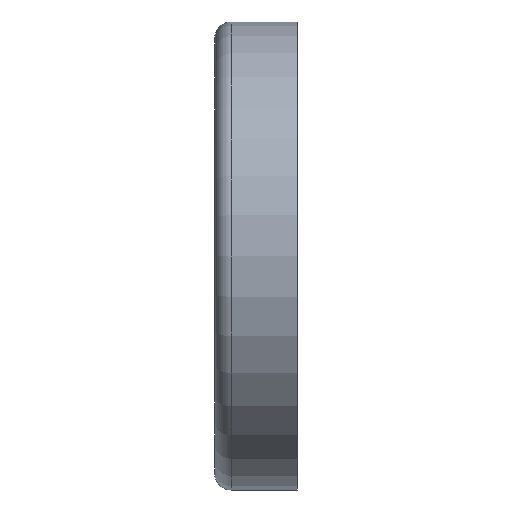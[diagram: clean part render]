
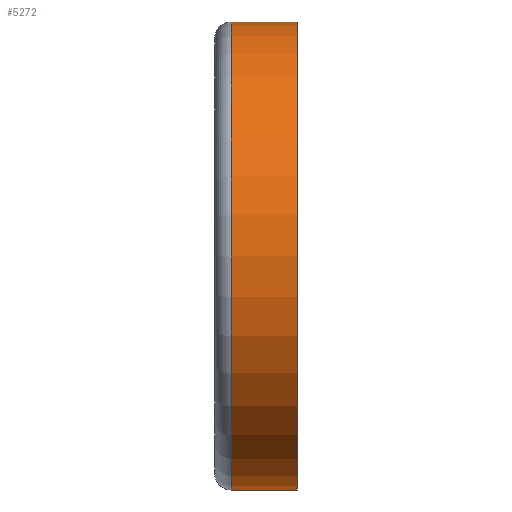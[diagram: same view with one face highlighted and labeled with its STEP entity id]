
A CAD part, left-side view. The second image highlights one B-rep face of the part: STEP entity #5272.
In plain terms, the highlighted cylindrical face has radius 42.5 mm (diameter 85 mm), a partial arc.
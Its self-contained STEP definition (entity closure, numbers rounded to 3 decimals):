
#66 = DIRECTION ( 'NONE',  ( 0., -1., 0. ) ) ;
#205 = VERTEX_POINT ( 'NONE', #3479 ) ;
#678 = AXIS2_PLACEMENT_3D ( 'NONE', #8858, #11529, #10195 ) ;
#1390 = VECTOR ( 'NONE', #5826, 1000. ) ;
#2087 = CARTESIAN_POINT ( 'NONE',  ( 0., 12., -42.5 ) ) ;
#2303 = CARTESIAN_POINT ( 'NONE',  ( 0., 0., 42.5 ) ) ;
#2650 = FACE_OUTER_BOUND ( 'NONE', #8637, .T. ) ;
#2709 = CARTESIAN_POINT ( 'NONE',  ( 0., 0., -42.5 ) ) ;
#2741 = ORIENTED_EDGE ( 'NONE', *, *, #2875, .T. ) ;
#2875 = EDGE_CURVE ( 'NONE', #10013, #13659, #15468, .T. ) ;
#3047 = CIRCLE ( 'NONE', #13960, 42.5 ) ;
#3185 = VERTEX_POINT ( 'NONE', #2303 ) ;
#3195 = DIRECTION ( 'NONE',  ( 0., 0., -1. ) ) ;
#3319 = CARTESIAN_POINT ( 'NONE',  ( 0., 0., 0. ) ) ;
#3479 = CARTESIAN_POINT ( 'NONE',  ( 0., 12., 42.5 ) ) ;
#4491 = CYLINDRICAL_SURFACE ( 'NONE', #16844, 42.5 ) ;
#5272 = ADVANCED_FACE ( 'NONE', ( #2650 ), #4491, .T. ) ;
#5408 = EDGE_CURVE ( 'NONE', #3185, #13659, #3047, .T. ) ;
#5419 = ORIENTED_EDGE ( 'NONE', *, *, #5408, .F. ) ;
#5826 = DIRECTION ( 'NONE',  ( 0., -1., 0. ) ) ;
#7135 = EDGE_CURVE ( 'NONE', #205, #3185, #13332, .T. ) ;
#7738 = DIRECTION ( 'NONE',  ( 0., -1., 0. ) ) ;
#8637 = EDGE_LOOP ( 'NONE', ( #14885, #8775, #2741, #5419 ) ) ;
#8772 = CARTESIAN_POINT ( 'NONE',  ( 0., 0., 0. ) ) ;
#8775 = ORIENTED_EDGE ( 'NONE', *, *, #16175, .T. ) ;
#8858 = CARTESIAN_POINT ( 'NONE',  ( 0., 12., 0. ) ) ;
#8930 = DIRECTION ( 'NONE',  ( 0., 0., -1. ) ) ;
#9816 = CIRCLE ( 'NONE', #678, 42.5 ) ;
#10013 = VERTEX_POINT ( 'NONE', #2087 ) ;
#10195 = DIRECTION ( 'NONE',  ( 0., 0., -1. ) ) ;
#10777 = CARTESIAN_POINT ( 'NONE',  ( 0., 0., 42.5 ) ) ;
#11224 = DIRECTION ( 'NONE',  ( 0., -1., 0. ) ) ;
#11529 = DIRECTION ( 'NONE',  ( 0., -1., 0. ) ) ;
#13332 = LINE ( 'NONE', #10777, #1390 ) ;
#13659 = VERTEX_POINT ( 'NONE', #15574 ) ;
#13960 = AXIS2_PLACEMENT_3D ( 'NONE', #8772, #7738, #8930 ) ;
#14035 = VECTOR ( 'NONE', #66, 1000. ) ;
#14885 = ORIENTED_EDGE ( 'NONE', *, *, #7135, .F. ) ;
#15468 = LINE ( 'NONE', #2709, #14035 ) ;
#15574 = CARTESIAN_POINT ( 'NONE',  ( 0., 0., -42.5 ) ) ;
#16175 = EDGE_CURVE ( 'NONE', #205, #10013, #9816, .T. ) ;
#16844 = AXIS2_PLACEMENT_3D ( 'NONE', #3319, #11224, #3195 ) ;
